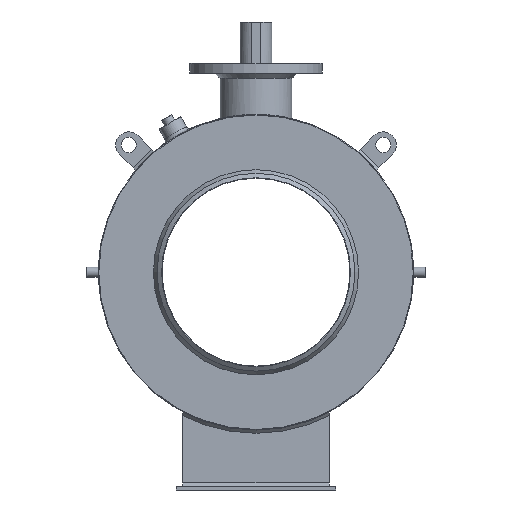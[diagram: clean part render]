
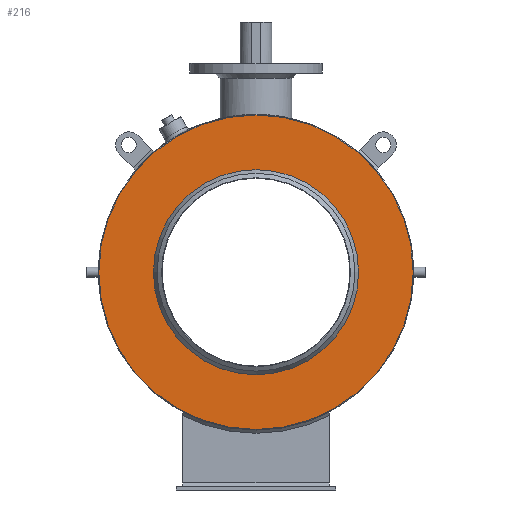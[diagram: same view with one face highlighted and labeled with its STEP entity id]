
A CAD part, left-side view. The second image highlights one B-rep face of the part: STEP entity #216.
In plain terms, the highlighted planar face has unit normal (-1, 0, 0).
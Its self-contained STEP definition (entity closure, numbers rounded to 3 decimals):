
#216 = ADVANCED_FACE( '', ( #549, #550 ), #551, .F. );
#549 = FACE_OUTER_BOUND( '', #2134, .T. );
#550 = FACE_BOUND( '', #2135, .T. );
#551 = PLANE( '', #2136 );
#2134 = EDGE_LOOP( '', ( #2750 ) );
#2135 = EDGE_LOOP( '', ( #2751 ) );
#2136 = AXIS2_PLACEMENT_3D( '', #2752, #2753, #2754 );
#2750 = ORIENTED_EDGE( '', *, *, #3617, .T. );
#2751 = ORIENTED_EDGE( '', *, *, #3618, .F. );
#2752 = CARTESIAN_POINT( '', ( -409.5, 0., 494. ) );
#2753 = DIRECTION( '', ( 1., 0., 0. ) );
#2754 = DIRECTION( '', ( 0., 0., -1. ) );
#3617 = EDGE_CURVE( '', #4091, #4091, #4092, .F. );
#3618 = EDGE_CURVE( '', #4093, #4093, #4094, .F. );
#4091 = VERTEX_POINT( '', #5267 );
#4092 = CIRCLE( '', #5268, 492. );
#4093 = VERTEX_POINT( '', #5269 );
#4094 = CIRCLE( '', #5270, 321. );
#5267 = CARTESIAN_POINT( '', ( -409.5, 0., -492. ) );
#5268 = AXIS2_PLACEMENT_3D( '', #6660, #6661, #6662 );
#5269 = CARTESIAN_POINT( '', ( -409.5, 0., -321. ) );
#5270 = AXIS2_PLACEMENT_3D( '', #6663, #6664, #6665 );
#6660 = CARTESIAN_POINT( '', ( -409.5, 0., 0. ) );
#6661 = DIRECTION( '', ( 1., 0., 0. ) );
#6662 = DIRECTION( '', ( 0., 0., -1. ) );
#6663 = CARTESIAN_POINT( '', ( -409.5, 0., 0. ) );
#6664 = DIRECTION( '', ( 1., 0., 0. ) );
#6665 = DIRECTION( '', ( 0., 0., -1. ) );
